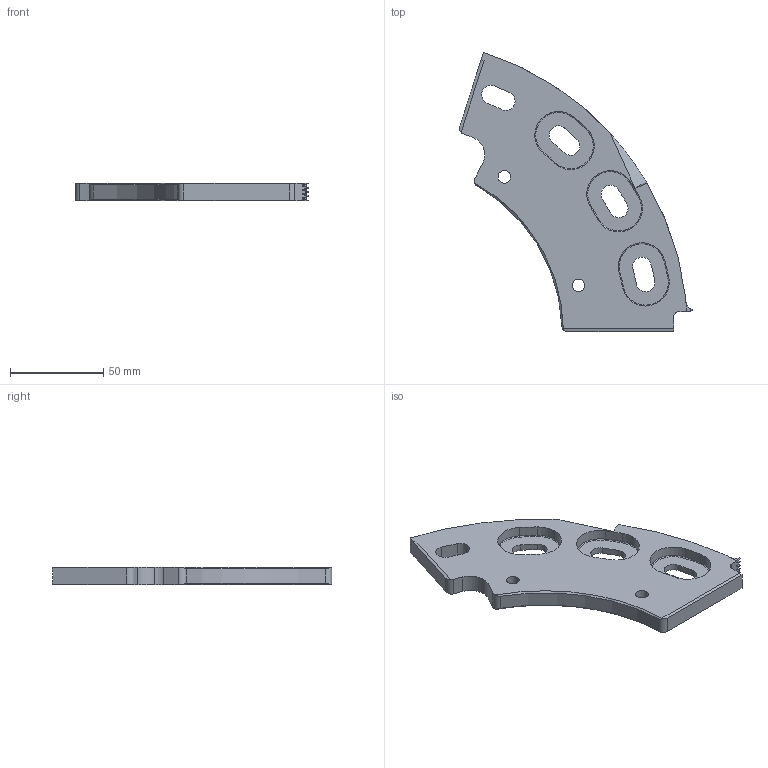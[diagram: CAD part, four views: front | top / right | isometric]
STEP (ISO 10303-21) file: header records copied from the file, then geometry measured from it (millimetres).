
FILE_DESCRIPTION (( 'STEP AP203' ), '1' );
FILE_NAME ('M971140-SRT.STEP', '2022-04-27T15:56:02', ( '' ), ( '' ), 'SwSTEP 2.0', 'SolidWorks 2020', '' );
FILE_SCHEMA (( 'CONFIG_CONTROL_DESIGN' ));
Length unit declared in the file: inch
Products named in the file (1): M971140-SRT
Bounding box: 125.1 x 150.04 x 9.51 mm (x, y, z)
Volume: 78233.7 mm3; surface area: 25788.5 mm2
Topology: 1 solids, 1 shells, 115 faces, 310 edges, 200 vertices
Faces by surface type: cylinder 57, plane 38, torus 18, cone 2
Entity records: 3798 total; most frequent: CARTESIAN_POINT 796, DIRECTION 633, ORIENTED_EDGE 620, EDGE_CURVE 310, AXIS2_PLACEMENT_3D 251, VERTEX_POINT 200, CIRCLE 135, LINE 131
